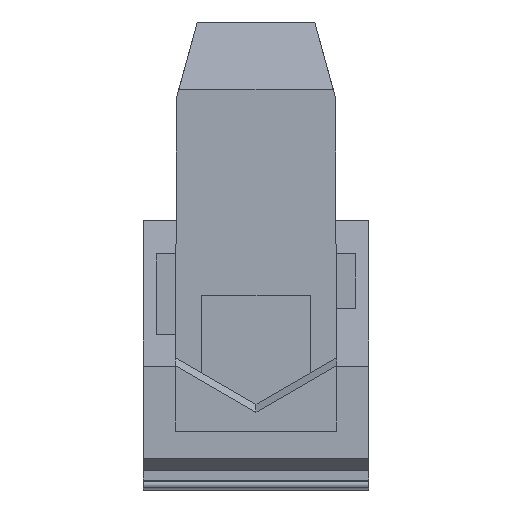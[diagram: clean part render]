
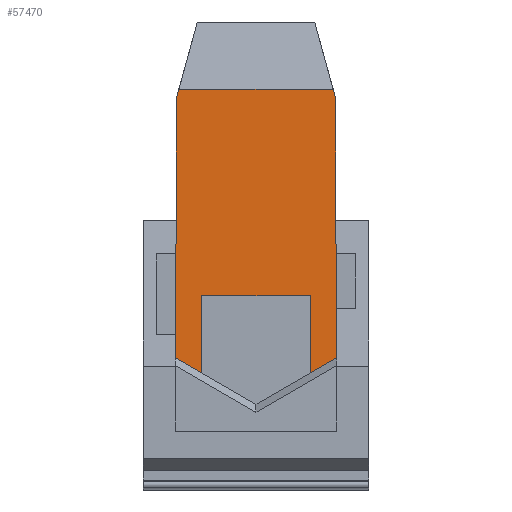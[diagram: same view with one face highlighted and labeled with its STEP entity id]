
A CAD part, front view. The second image highlights one B-rep face of the part: STEP entity #57470.
In plain terms, the highlighted face is planar.
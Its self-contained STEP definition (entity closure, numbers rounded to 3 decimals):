
#46440=CARTESIAN_POINT('',(-41.903,434.261,
34.806));
#46450=VERTEX_POINT('',#46440);
#46690=CARTESIAN_POINT('',(-41.903,435.546,
34.455));
#46700=VERTEX_POINT('',#46690);
#46730=CARTESIAN_POINT('',(-41.903,0.,
153.606));
#46740=DIRECTION('',(0.,-0.965,
0.264));
#46750=VECTOR('',#46740,1.);
#46760=LINE('',#46730,#46750);
#46770=EDGE_CURVE('',#46700,#46450,#46760,.T.);
#47000=CARTESIAN_POINT('',(-41.903,435.546,
8.545));
#47010=VERTEX_POINT('',#47000);
#47040=CARTESIAN_POINT('',(-41.903,435.546,43.));
#47050=DIRECTION('',(0.,0.,-1.));
#47060=VECTOR('',#47050,1.);
#47070=LINE('',#47040,#47060);
#47080=EDGE_CURVE('',#46700,#47010,#47070,.T.);
#47550=CARTESIAN_POINT('',(-41.903,390.439,
7.964));
#47560=VERTEX_POINT('',#47550);
#47590=CARTESIAN_POINT('',(-41.903,0.,
5.92));
#47600=DIRECTION('',(0.,-1.,
-0.005));
#47610=VECTOR('',#47600,1.);
#47620=LINE('',#47590,#47610);
#47630=CARTESIAN_POINT('',(-41.903,434.261,
8.194));
#47640=VERTEX_POINT('',#47630);
#47650=EDGE_CURVE('',#47640,#47560,#47620,.T.);
#53710=CARTESIAN_POINT('',(-41.903,0.,
37.08));
#53720=DIRECTION('',(0.,-1.,
0.005));
#53730=VECTOR('',#53720,1.);
#53740=LINE('',#53710,#53730);
#53750=CARTESIAN_POINT('',(-41.903,390.439,
35.036));
#53760=VERTEX_POINT('',#53750);
#53770=EDGE_CURVE('',#46450,#53760,#53740,.T.);
#56920=CARTESIAN_POINT('',(-41.903,393.853,30.625));
#56930=DIRECTION('',(-1.,0.,0.));
#56940=DIRECTION('',(0.,0.,1.));
#56950=AXIS2_PLACEMENT_3D('',#56920,#56930,#56940);
#56960=PLANE('',#56950);
#56970=CARTESIAN_POINT('',(-41.903,0.,
30.625));
#56980=DIRECTION('',(0.,-1.,0.));
#56990=VECTOR('',#56980,1.);
#57000=LINE('',#56970,#56990);
#57010=CARTESIAN_POINT('',(-41.903,400.874,30.625));
#57020=VERTEX_POINT('',#57010);
#57030=CARTESIAN_POINT('',(-41.903,387.893,30.625));
#57040=VERTEX_POINT('',#57030);
#57050=EDGE_CURVE('',#57020,#57040,#57000,.T.);
#57060=ORIENTED_EDGE('',*,*,#57050,.F.);
#57070=CARTESIAN_POINT('',(-41.903,395.037,43.));
#57080=DIRECTION('',(0.,0.5,0.866));
#57090=VECTOR('',#57080,1.);
#57100=LINE('',#57070,#57090);
#57110=EDGE_CURVE('',#57040,#53760,#57100,.T.);
#57120=ORIENTED_EDGE('',*,*,#57110,.F.);
#57130=ORIENTED_EDGE('',*,*,#53770,.T.);
#57140=ORIENTED_EDGE('',*,*,#46770,.T.);
#57150=ORIENTED_EDGE('',*,*,#47080,.F.);
#57160=CARTESIAN_POINT('',(-41.903,0.,
-110.606));
#57170=DIRECTION('',(0.,-0.965,
-0.264));
#57180=VECTOR('',#57170,1.);
#57190=LINE('',#57160,#57180);
#57200=EDGE_CURVE('',#47010,#47640,#57190,.T.);
#57210=ORIENTED_EDGE('',*,*,#57200,.F.);
#57220=ORIENTED_EDGE('',*,*,#47650,.F.);
#57230=CARTESIAN_POINT('',(-41.903,375.061,34.6));
#57240=DIRECTION('',(0.,-0.5,0.866));
#57250=VECTOR('',#57240,1.);
#57260=LINE('',#57230,#57250);
#57270=CARTESIAN_POINT('',(-41.903,387.893,12.375));
#57280=VERTEX_POINT('',#57270);
#57290=EDGE_CURVE('',#47560,#57280,#57260,.T.);
#57300=ORIENTED_EDGE('',*,*,#57290,.F.);
#57310=CARTESIAN_POINT('',(-41.903,382.064,12.375));
#57320=DIRECTION('',(0.,1.,0.));
#57330=VECTOR('',#57320,1.);
#57340=LINE('',#57310,#57330);
#57350=CARTESIAN_POINT('',(-41.903,400.874,12.375));
#57360=VERTEX_POINT('',#57350);
#57370=EDGE_CURVE('',#57280,#57360,#57340,.T.);
#57380=ORIENTED_EDGE('',*,*,#57370,.F.);
#57390=CARTESIAN_POINT('',(-41.903,400.874,43.));
#57400=DIRECTION('',(0.,0.,-1.));
#57410=VECTOR('',#57400,1.);
#57420=LINE('',#57390,#57410);
#57430=EDGE_CURVE('',#57020,#57360,#57420,.T.);
#57440=ORIENTED_EDGE('',*,*,#57430,.T.);
#57450=EDGE_LOOP('',(#57440,#57380,#57300,#57220,#57210,#57150,#57140,
#57130,#57120,#57060));
#57460=FACE_OUTER_BOUND('',#57450,.T.);
#57470=ADVANCED_FACE('',(#57460),#56960,.F.);
